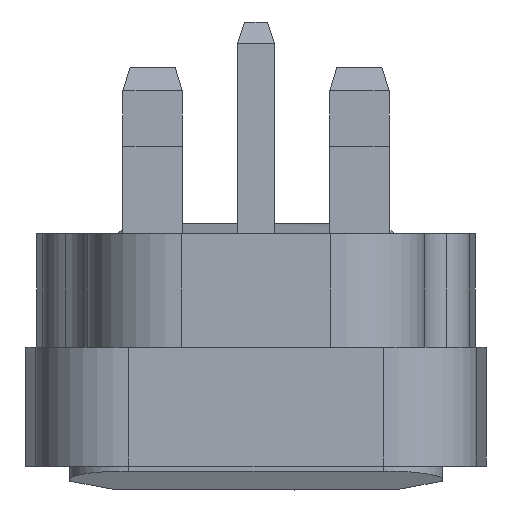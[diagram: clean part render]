
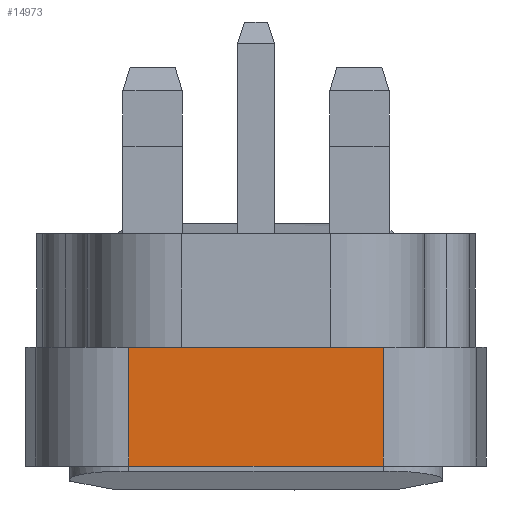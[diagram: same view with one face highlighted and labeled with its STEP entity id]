
A CAD part, left-side view. The second image highlights one B-rep face of the part: STEP entity #14973.
In plain terms, the highlighted face is planar.
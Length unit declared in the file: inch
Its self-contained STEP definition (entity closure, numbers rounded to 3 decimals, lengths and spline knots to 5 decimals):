
#80 = VERTEX_POINT ( 'NONE', #7343 ) ;
#376 = LINE ( 'NONE', #13439, #2532 ) ;
#410 = LINE ( 'NONE', #5200, #528 ) ;
#528 = VECTOR ( 'NONE', #10014, 39.37008 ) ;
#980 = ORIENTED_EDGE ( 'NONE', *, *, #7935, .F. ) ;
#1199 = DIRECTION ( 'NONE',  ( 0., 0., 1. ) ) ;
#1437 = LINE ( 'NONE', #2771, #8833 ) ;
#1454 = VERTEX_POINT ( 'NONE', #10121 ) ;
#2532 = VECTOR ( 'NONE', #2661, 39.37008 ) ;
#2661 = DIRECTION ( 'NONE',  ( 1., 0., 0. ) ) ;
#2771 = CARTESIAN_POINT ( 'NONE',  ( 0.5369, 0.7874, -0.98 ) ) ;
#3402 = DIRECTION ( 'NONE',  ( 0., -1., 0. ) ) ;
#4011 = CARTESIAN_POINT ( 'NONE',  ( 0.5369, 0.7874, -0.48 ) ) ;
#5200 = CARTESIAN_POINT ( 'NONE',  ( -0.5369, 0.7874, -0.98 ) ) ;
#5597 = PLANE ( 'NONE',  #10821 ) ;
#6401 = ORIENTED_EDGE ( 'NONE', *, *, #14169, .F. ) ;
#6421 = ORIENTED_EDGE ( 'NONE', *, *, #15344, .T. ) ;
#7000 = DIRECTION ( 'NONE',  ( 0., 0., -1. ) ) ;
#7343 = CARTESIAN_POINT ( 'NONE',  ( -0.5369, 0.7874, -0.98 ) ) ;
#7697 = CARTESIAN_POINT ( 'NONE',  ( -0.5369, 0.7874, -0.48 ) ) ;
#7935 = EDGE_CURVE ( 'NONE', #1454, #14198, #1437, .T. ) ;
#8006 = EDGE_CURVE ( 'NONE', #80, #14186, #410, .T. ) ;
#8122 = CARTESIAN_POINT ( 'NONE',  ( 0.5369, 0.7874, -0.98 ) ) ;
#8395 = ORIENTED_EDGE ( 'NONE', *, *, #8006, .T. ) ;
#8833 = VECTOR ( 'NONE', #1199, 39.37008 ) ;
#8899 = DIRECTION ( 'NONE',  ( 1., 0., 0. ) ) ;
#9651 = EDGE_LOOP ( 'NONE', ( #6421, #980, #6401, #8395 ) ) ;
#10014 = DIRECTION ( 'NONE',  ( 0., 0., 1. ) ) ;
#10121 = CARTESIAN_POINT ( 'NONE',  ( 0.5369, 0.7874, -0.98 ) ) ;
#10307 = LINE ( 'NONE', #13695, #11865 ) ;
#10821 = AXIS2_PLACEMENT_3D ( 'NONE', #8122, #3402, #7000 ) ;
#11865 = VECTOR ( 'NONE', #8899, 39.37008 ) ;
#13439 = CARTESIAN_POINT ( 'NONE',  ( 0.5369, 0.7874, -0.48 ) ) ;
#13695 = CARTESIAN_POINT ( 'NONE',  ( 0.5369, 0.7874, -0.98 ) ) ;
#14107 = FACE_OUTER_BOUND ( 'NONE', #9651, .T. ) ;
#14169 = EDGE_CURVE ( 'NONE', #80, #1454, #10307, .T. ) ;
#14186 = VERTEX_POINT ( 'NONE', #7697 ) ;
#14198 = VERTEX_POINT ( 'NONE', #4011 ) ;
#14973 = ADVANCED_FACE ( 'NONE', ( #14107 ), #5597, .F. ) ;
#15344 = EDGE_CURVE ( 'NONE', #14186, #14198, #376, .T. ) ;
